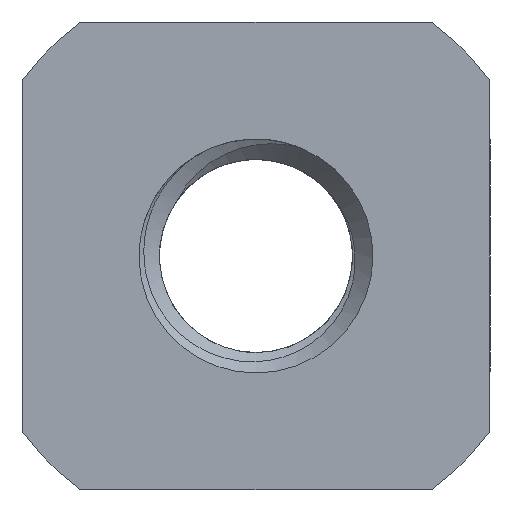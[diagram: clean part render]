
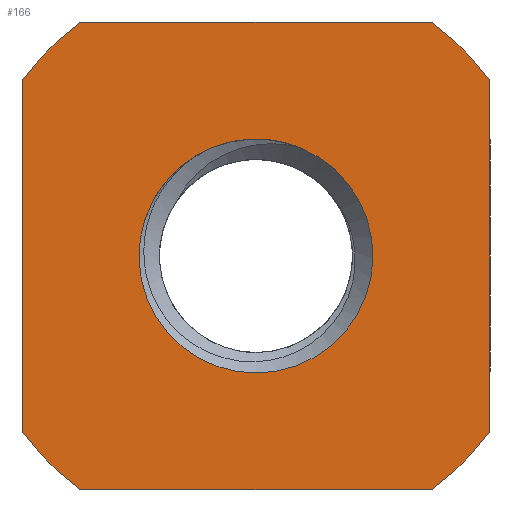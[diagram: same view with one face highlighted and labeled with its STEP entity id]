
A CAD part, front view. The second image highlights one B-rep face of the part: STEP entity #166.
In plain terms, the highlighted planar face has unit normal (0, -1, 0).
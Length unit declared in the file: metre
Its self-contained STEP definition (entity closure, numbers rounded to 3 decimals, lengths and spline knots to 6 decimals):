
#166 = ADVANCED_FACE( 'NONE', ( #401, #402 ), #403, .F. );
#401 = FACE_OUTER_BOUND( '', #812, .T. );
#402 = FACE_BOUND( '', #813, .T. );
#403 = PLANE( '', #814 );
#812 = EDGE_LOOP( '', ( #2703, #2704, #2705, #2706, #2707, #2708, #2709, #2710 ) );
#813 = EDGE_LOOP( '', ( #2711, #2712 ) );
#814 = AXIS2_PLACEMENT_3D( '', #2713, #2714, #2715 );
#2703 = ORIENTED_EDGE( '', *, *, #3594, .F. );
#2704 = ORIENTED_EDGE( '', *, *, #3813, .F. );
#2705 = ORIENTED_EDGE( '', *, *, #3814, .F. );
#2706 = ORIENTED_EDGE( '', *, *, #3815, .F. );
#2707 = ORIENTED_EDGE( '', *, *, #3816, .T. );
#2708 = ORIENTED_EDGE( '', *, *, #3817, .F. );
#2709 = ORIENTED_EDGE( '', *, *, #3818, .T. );
#2710 = ORIENTED_EDGE( '', *, *, #3819, .F. );
#2711 = ORIENTED_EDGE( '', *, *, #3820, .T. );
#2712 = ORIENTED_EDGE( '', *, *, #3578, .T. );
#2713 = CARTESIAN_POINT( '', ( 0., -0.004, 0. ) );
#2714 = DIRECTION( '', ( 0., 1., 0. ) );
#2715 = DIRECTION( '', ( 1., 0., 0. ) );
#3578 = EDGE_CURVE( 'NONE', #4116, #4117, #4118, .T. );
#3594 = EDGE_CURVE( 'NONE', #4147, #4148, #4149, .T. );
#3813 = EDGE_CURVE( 'NONE', #4550, #4147, #4551, .T. );
#3814 = EDGE_CURVE( 'NONE', #4552, #4550, #4553, .T. );
#3815 = EDGE_CURVE( 'NONE', #4554, #4552, #4555, .T. );
#3816 = EDGE_CURVE( 'NONE', #4554, #4556, #4557, .T. );
#3817 = EDGE_CURVE( 'NONE', #4558, #4556, #4559, .T. );
#3818 = EDGE_CURVE( 'NONE', #4558, #4560, #4561, .T. );
#3819 = EDGE_CURVE( 'NONE', #4148, #4560, #4562, .T. );
#3820 = EDGE_CURVE( 'NONE', #4117, #4116, #4563, .T. );
#4116 = VERTEX_POINT( 'NONE', #5012 );
#4117 = VERTEX_POINT( 'NONE', #5013 );
#4118 = CIRCLE( '', #5014, 0.002 );
#4147 = VERTEX_POINT( 'NONE', #5242 );
#4148 = VERTEX_POINT( 'NONE', #5243 );
#4149 = LINE( '', #5244, #5245 );
#4550 = VERTEX_POINT( 'NONE', #7340 );
#4551 = CIRCLE( '', #7341, 0.005 );
#4552 = VERTEX_POINT( 'NONE', #7342 );
#4553 = LINE( '', #7343, #7344 );
#4554 = VERTEX_POINT( 'NONE', #7345 );
#4555 = CIRCLE( '', #7346, 0.005 );
#4556 = VERTEX_POINT( 'NONE', #7347 );
#4557 = LINE( '', #7348, #7349 );
#4558 = VERTEX_POINT( 'NONE', #7350 );
#4559 = CIRCLE( '', #7351, 0.005 );
#4560 = VERTEX_POINT( 'NONE', #7352 );
#4561 = LINE( '', #7353, #7354 );
#4562 = CIRCLE( '', #7355, 0.005 );
#4563 = CIRCLE( '', #7356, 0.002 );
#5012 = CARTESIAN_POINT( '', ( -0.000769, -0.004, 0.001846 ) );
#5013 = CARTESIAN_POINT( '', ( 0.000757, -0.004, 0.001851 ) );
#5014 = AXIS2_PLACEMENT_3D( '', #9462, #9463, #9464 );
#5242 = CARTESIAN_POINT( '', ( -0.003, -0.004, 0.004 ) );
#5243 = CARTESIAN_POINT( '', ( 0.003, -0.004, 0.004 ) );
#5244 = CARTESIAN_POINT( '', ( 0., -0.004, 0.004 ) );
#5245 = VECTOR( '', #9465, 1. );
#7340 = CARTESIAN_POINT( '', ( -0.004, -0.004, 0.003 ) );
#7341 = AXIS2_PLACEMENT_3D( '', #9601, #9602, #9603 );
#7342 = CARTESIAN_POINT( '', ( -0.004, -0.004, -0.003 ) );
#7343 = CARTESIAN_POINT( '', ( -0.004, -0.004, 0. ) );
#7344 = VECTOR( '', #9604, 1. );
#7345 = CARTESIAN_POINT( '', ( -0.003, -0.004, -0.004 ) );
#7346 = AXIS2_PLACEMENT_3D( '', #9605, #9606, #9607 );
#7347 = CARTESIAN_POINT( '', ( 0.003, -0.004, -0.004 ) );
#7348 = CARTESIAN_POINT( '', ( 0., -0.004, -0.004 ) );
#7349 = VECTOR( '', #9608, 1. );
#7350 = CARTESIAN_POINT( '', ( 0.004, -0.004, -0.003 ) );
#7351 = AXIS2_PLACEMENT_3D( '', #9609, #9610, #9611 );
#7352 = CARTESIAN_POINT( '', ( 0.004, -0.004, 0.003 ) );
#7353 = CARTESIAN_POINT( '', ( 0.004, -0.004, 0. ) );
#7354 = VECTOR( '', #9612, 1. );
#7355 = AXIS2_PLACEMENT_3D( '', #9613, #9614, #9615 );
#7356 = AXIS2_PLACEMENT_3D( '', #9616, #9617, #9618 );
#9462 = CARTESIAN_POINT( '', ( 0., -0.004, 0. ) );
#9463 = DIRECTION( '', ( 0., 1., 0. ) );
#9464 = DIRECTION( '', ( 0., 0., 1. ) );
#9465 = DIRECTION( '', ( 1., 0., 0. ) );
#9601 = CARTESIAN_POINT( '', ( 0., -0.004, 0. ) );
#9602 = DIRECTION( '', ( 0., 1., 0. ) );
#9603 = DIRECTION( '', ( 0., 0., 1. ) );
#9604 = DIRECTION( '', ( 0., 0., 1. ) );
#9605 = CARTESIAN_POINT( '', ( 0., -0.004, 0. ) );
#9606 = DIRECTION( '', ( 0., 1., 0. ) );
#9607 = DIRECTION( '', ( 0., 0., 1. ) );
#9608 = DIRECTION( '', ( 1., 0., 0. ) );
#9609 = CARTESIAN_POINT( '', ( 0., -0.004, 0. ) );
#9610 = DIRECTION( '', ( 0., 1., 0. ) );
#9611 = DIRECTION( '', ( 0., 0., 1. ) );
#9612 = DIRECTION( '', ( 0., 0., 1. ) );
#9613 = CARTESIAN_POINT( '', ( 0., -0.004, 0. ) );
#9614 = DIRECTION( '', ( 0., 1., 0. ) );
#9615 = DIRECTION( '', ( 0., 0., 1. ) );
#9616 = CARTESIAN_POINT( '', ( 0., -0.004, 0. ) );
#9617 = DIRECTION( '', ( 0., 1., 0. ) );
#9618 = DIRECTION( '', ( 0., 0., 1. ) );
